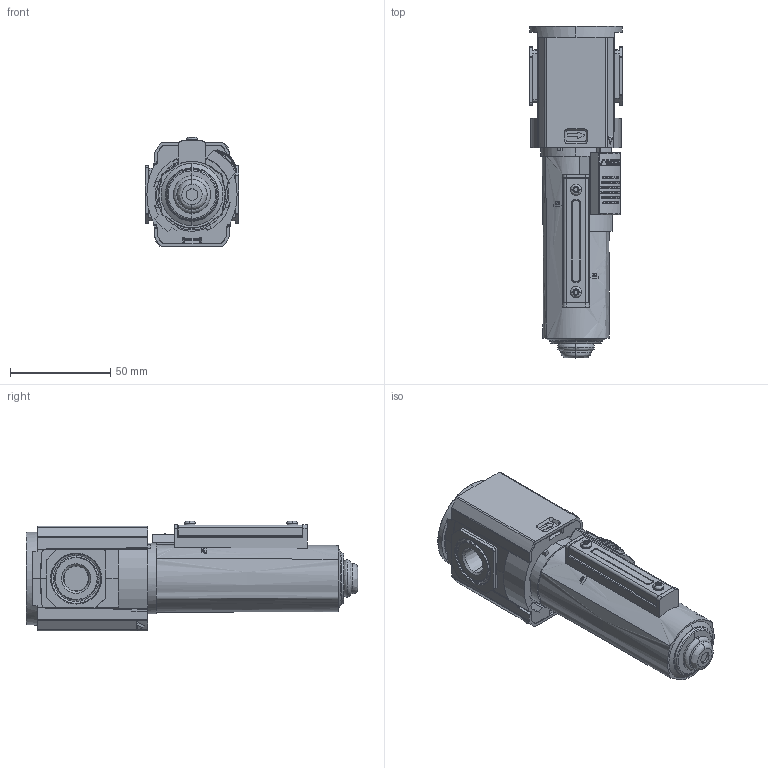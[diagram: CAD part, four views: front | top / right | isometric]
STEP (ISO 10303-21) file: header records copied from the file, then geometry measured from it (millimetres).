
FILE_DESCRIPTION (( 'STEP AP203' ), '1' );
FILE_NAME ('F82V-2AN-EDA.step', '2021-09-07T18:23:56', ( '' ), ( '' ), 'SwSTEP 2.0', 'SolidWorks 2021', '' );
FILE_SCHEMA (( 'CONFIG_CONTROL_DESIGN' ));
Length unit declared in the file: inch
Products named in the file (1): F82V-2AN-EDA
Bounding box: 46.5 x 165.49 x 54.55 mm (x, y, z)
Volume: 207841.7 mm3; surface area: 56857.2 mm2
Topology: 5 solids, 5 shells, 1012 faces, 2779 edges, 1822 vertices
Faces by surface type: plane 441, cylinder 394, bspline 101, cone 74, torus 2
Entity records: 36932 total; most frequent: CARTESIAN_POINT 12767, ORIENTED_EDGE 5550, DIRECTION 4370, EDGE_CURVE 2775, VERTEX_POINT 1822, AXIS2_PLACEMENT_3D 1517, VECTOR 1336, LINE 1336
